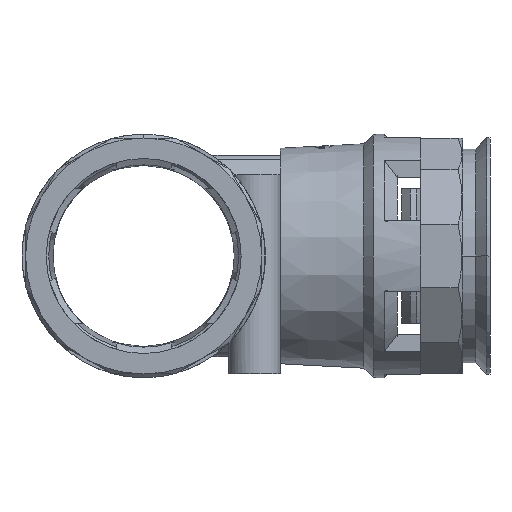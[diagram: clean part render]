
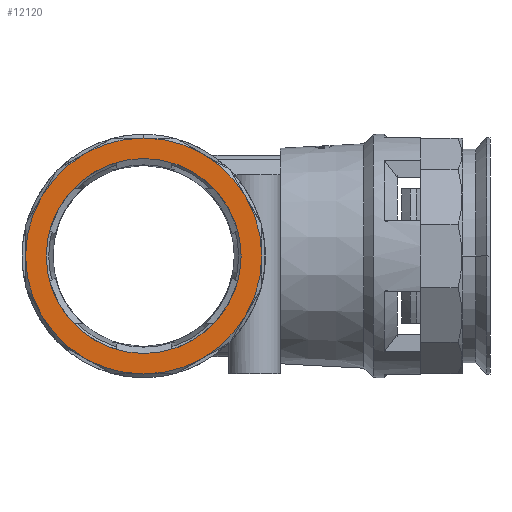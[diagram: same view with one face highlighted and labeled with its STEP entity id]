
A CAD part, left-side view. The second image highlights one B-rep face of the part: STEP entity #12120.
In plain terms, the highlighted planar face has unit normal (-1, 0, 0).
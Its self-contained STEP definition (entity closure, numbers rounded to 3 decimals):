
#6758 = EDGE_CURVE ( 'NONE', #6759, #6761, #17365, .T. ) ;
#6759 = VERTEX_POINT ( 'NONE', #17343 ) ;
#6761 = VERTEX_POINT ( 'NONE', #17341 ) ;
#7097 = EDGE_CURVE ( 'NONE', #7102, #7105, #18238, .T. ) ;
#7102 = VERTEX_POINT ( 'NONE', #18222 ) ;
#7105 = VERTEX_POINT ( 'NONE', #18220 ) ;
#8863 = EDGE_CURVE ( 'NONE', #7105, #7102, #18568, .T. ) ;
#12114 = EDGE_CURVE ( 'NONE', #6761, #6759, #26407, .T. ) ;
#12120 = ADVANCED_FACE ( 'NONE', ( #26390, #26389 ), #26384, .F. ) ;
#12122 = EDGE_LOOP ( 'NONE', ( #12124, #12126 ) ) ;
#12124 = ORIENTED_EDGE ( 'NONE', *, *, #6758, .F. ) ;
#12126 = ORIENTED_EDGE ( 'NONE', *, *, #12114, .F. ) ;
#12127 = EDGE_LOOP ( 'NONE', ( #12128, #12129 ) ) ;
#12128 = ORIENTED_EDGE ( 'NONE', *, *, #8863, .T. ) ;
#12129 = ORIENTED_EDGE ( 'NONE', *, *, #7097, .T. ) ;
#17341 = CARTESIAN_POINT ( 'NONE',  ( -83.071, -26.1, 0. ) ) ;
#17343 = CARTESIAN_POINT ( 'NONE',  ( -83.071, 26.1, 0. ) ) ;
#17346 = DIRECTION ( 'NONE',  ( 0., 1., 0. ) ) ;
#17348 = DIRECTION ( 'NONE',  ( 1., 0., 0. ) ) ;
#17350 = CARTESIAN_POINT ( 'NONE',  ( -83.071, 0., 0. ) ) ;
#17351 = AXIS2_PLACEMENT_3D ( 'NONE', #17350, #17348, #17346 ) ;
#17365 = CIRCLE ( 'NONE', #17351, 26.1 ) ;
#18220 = CARTESIAN_POINT ( 'NONE',  ( -83.071, 21.55, 0. ) ) ;
#18222 = CARTESIAN_POINT ( 'NONE',  ( -83.071, -21.55, 0. ) ) ;
#18230 = DIRECTION ( 'NONE',  ( 0., 1., 0. ) ) ;
#18232 = DIRECTION ( 'NONE',  ( 1., 0., 0. ) ) ;
#18234 = CARTESIAN_POINT ( 'NONE',  ( -83.071, 0., 0. ) ) ;
#18236 = AXIS2_PLACEMENT_3D ( 'NONE', #18234, #18232, #18230 ) ;
#18238 = CIRCLE ( 'NONE', #18236, 21.55 ) ;
#18561 = DIRECTION ( 'NONE',  ( 0., 1., 0. ) ) ;
#18563 = DIRECTION ( 'NONE',  ( 1., 0., 0. ) ) ;
#18564 = CARTESIAN_POINT ( 'NONE',  ( -83.071, 0., 0. ) ) ;
#18566 = AXIS2_PLACEMENT_3D ( 'NONE', #18564, #18563, #18561 ) ;
#18568 = CIRCLE ( 'NONE', #18566, 21.55 ) ;
#26378 = DIRECTION ( 'NONE',  ( 0., 1., 0. ) ) ;
#26380 = DIRECTION ( 'NONE',  ( 1., 0., 0. ) ) ;
#26381 = CARTESIAN_POINT ( 'NONE',  ( -83.071, -26.1, 0. ) ) ;
#26382 = AXIS2_PLACEMENT_3D ( 'NONE', #26381, #26380, #26378 ) ;
#26384 = PLANE ( 'NONE',  #26382 ) ;
#26389 = FACE_BOUND ( 'NONE', #12127, .T. ) ;
#26390 = FACE_OUTER_BOUND ( 'NONE', #12122, .T. ) ;
#26391 = DIRECTION ( 'NONE',  ( 0., 1., 0. ) ) ;
#26393 = DIRECTION ( 'NONE',  ( 1., 0., 0. ) ) ;
#26395 = CARTESIAN_POINT ( 'NONE',  ( -83.071, 0., 0. ) ) ;
#26397 = AXIS2_PLACEMENT_3D ( 'NONE', #26395, #26393, #26391 ) ;
#26407 = CIRCLE ( 'NONE', #26397, 26.1 ) ;
